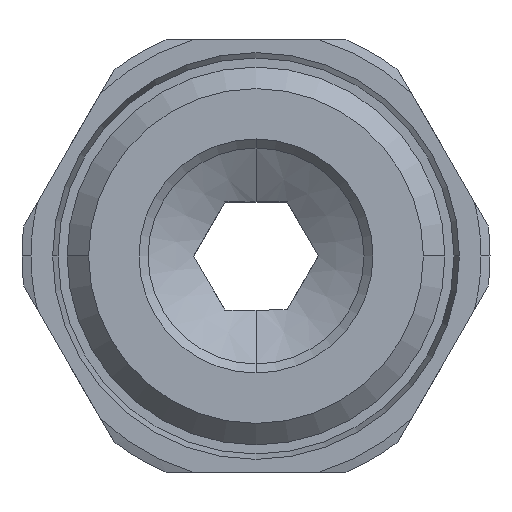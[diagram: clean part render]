
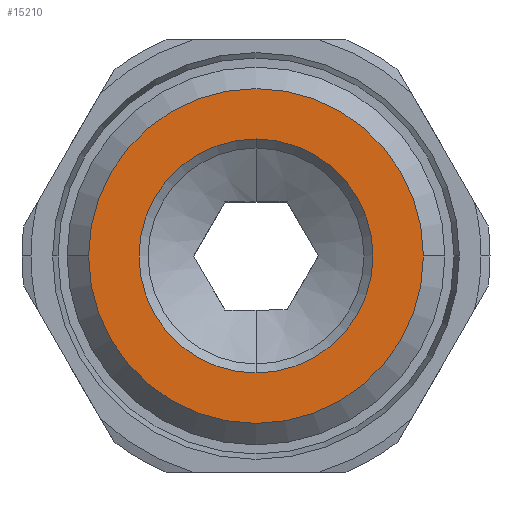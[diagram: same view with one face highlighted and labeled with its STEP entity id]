
A CAD part, front view. The second image highlights one B-rep face of the part: STEP entity #15210.
In plain terms, the highlighted planar face has unit normal (0, -1, 0).
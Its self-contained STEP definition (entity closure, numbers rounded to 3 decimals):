
#467=CARTESIAN_POINT('',(9.298,-16.5,0.));
#468=VERTEX_POINT('',#467);
#475=CARTESIAN_POINT('',(-9.298,-16.5,0.));
#476=VERTEX_POINT('',#475);
#477=CARTESIAN_POINT('',(0.0,-16.5,0.0));
#478=DIRECTION('',(0.0,1.0,0.0));
#479=DIRECTION('',(1.0,0.0,0.0));
#480=AXIS2_PLACEMENT_3D('',#477,#478,#479);
#481=CIRCLE('',#480,9.298);
#482=EDGE_CURVE('',#468,#476,#481,.T.);
#630=CARTESIAN_POINT('',(0.,-16.5,6.5));
#631=VERTEX_POINT('',#630);
#645=CARTESIAN_POINT('',(0.,-16.5,-6.5));
#646=VERTEX_POINT('',#645);
#653=CARTESIAN_POINT('',(0.0,-16.5,0.0));
#654=DIRECTION('',(0.0,-1.0,0.0));
#655=DIRECTION('',(0.0,0.0,1.0));
#656=AXIS2_PLACEMENT_3D('',#653,#654,#655);
#657=CIRCLE('',#656,6.5);
#658=EDGE_CURVE('',#646,#631,#657,.T.);
#15161=CARTESIAN_POINT('',(0.0,-16.5,0.0));
#15162=DIRECTION('',(0.0,-1.0,0.0));
#15163=DIRECTION('',(0.0,0.0,1.0));
#15164=AXIS2_PLACEMENT_3D('',#15161,#15162,#15163);
#15165=CIRCLE('',#15164,6.5);
#15166=EDGE_CURVE('',#631,#646,#15165,.T.);
#15191=CARTESIAN_POINT('',(-3.289,-16.5,0.0));
#15192=DIRECTION('',(0.0,-1.0,0.0));
#15193=DIRECTION('',(0.0,0.0,-1.0));
#15194=AXIS2_PLACEMENT_3D('',#15191,#15192,#15193);
#15195=PLANE('',#15194);
#15196=CARTESIAN_POINT('',(0.0,-16.5,0.0));
#15197=DIRECTION('',(0.0,1.0,0.0));
#15198=DIRECTION('',(1.0,0.0,0.0));
#15199=AXIS2_PLACEMENT_3D('',#15196,#15197,#15198);
#15200=CIRCLE('',#15199,9.298);
#15201=EDGE_CURVE('',#476,#468,#15200,.T.);
#15202=ORIENTED_EDGE('',*,*,#15201,.F.);
#15203=ORIENTED_EDGE('',*,*,#482,.F.);
#15204=EDGE_LOOP('',(#15202,#15203));
#15205=FACE_OUTER_BOUND('',#15204,.T.);
#15206=ORIENTED_EDGE('',*,*,#658,.F.);
#15207=ORIENTED_EDGE('',*,*,#15166,.F.);
#15208=EDGE_LOOP('',(#15206,#15207));
#15209=FACE_BOUND('',#15208,.T.);
#15210=ADVANCED_FACE('',(#15205,#15209),#15195,.T.);
